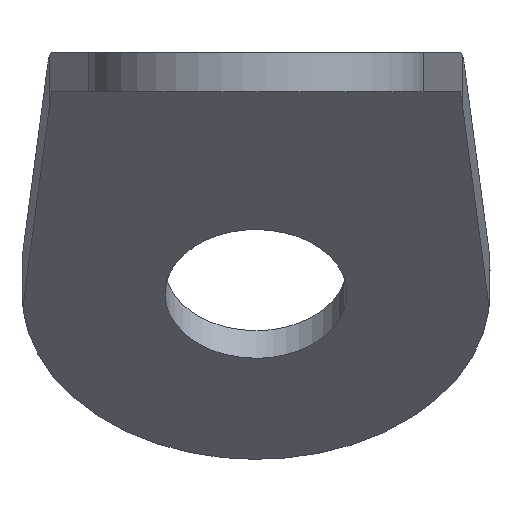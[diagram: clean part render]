
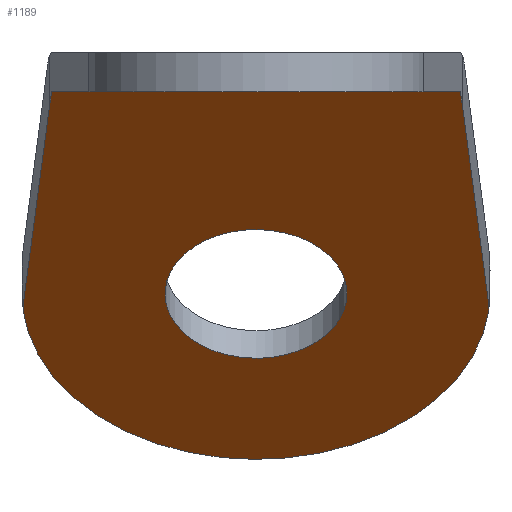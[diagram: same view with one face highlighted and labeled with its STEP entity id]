
A CAD part, left-side view. The second image highlights one B-rep face of the part: STEP entity #1189.
In plain terms, the highlighted free-form (B-spline) face has degree [1, 1] with [2, 2] control points.
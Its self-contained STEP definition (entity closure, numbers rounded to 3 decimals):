
#100=CARTESIAN_POINT('',(22.391,-3.493,-9.127));
#101=VERTEX_POINT('',#100);
#107=CARTESIAN_POINT('',(20.067,0.0,-6.803));
#108=VERTEX_POINT('',#107);
#109=CARTESIAN_POINT('',(20.067,0.0,-6.803));
#110=CARTESIAN_POINT('',(20.067,-3.292,-6.803));
#111=CARTESIAN_POINT('',(22.391,-3.493,-9.127));
#119=(BOUNDED_CURVE()B_SPLINE_CURVE(2,(#109,#110,#111),.UNSPECIFIED.,.F.,.U.)B_SPLINE_CURVE_WITH_KNOTS((3,3),(0.5,0.739),.UNSPECIFIED.)CURVE()GEOMETRIC_REPRESENTATION_ITEM()RATIONAL_B_SPLINE_CURVE((1.0,0.72,0.976))REPRESENTATION_ITEM(''));
#120=EDGE_CURVE('',#108,#101,#119,.T.);
#122=CARTESIAN_POINT('',(22.834,3.476,-9.57));
#123=VERTEX_POINT('',#122);
#124=CARTESIAN_POINT('',(22.834,3.476,-9.57));
#125=CARTESIAN_POINT('',(22.688,3.5,-9.425));
#126=CARTESIAN_POINT('',(22.542,3.5,-9.278));
#127=CARTESIAN_POINT('',(20.067,3.5,-6.803));
#128=CARTESIAN_POINT('',(20.067,0.0,-6.803));
#136=(BOUNDED_CURVE()B_SPLINE_CURVE(2,(#124,#125,#126,#127,#128),.UNSPECIFIED.,.F.,.U.)B_SPLINE_CURVE_WITH_KNOTS((3,2,3),(0.23,0.25,0.5),.UNSPECIFIED.)CURVE()GEOMETRIC_REPRESENTATION_ITEM()RATIONAL_B_SPLINE_CURVE((0.956,0.976,1.0,0.707,1.0))REPRESENTATION_ITEM(''));
#137=EDGE_CURVE('',#123,#108,#136,.T.);
#181=CARTESIAN_POINT('',(25.017,0.0,-11.753));
#182=VERTEX_POINT('',#181);
#183=CARTESIAN_POINT('',(25.017,0.0,-11.753));
#184=CARTESIAN_POINT('',(25.017,3.109,-11.753));
#185=CARTESIAN_POINT('',(22.834,3.476,-9.57));
#193=(BOUNDED_CURVE()B_SPLINE_CURVE(2,(#183,#184,#185),.UNSPECIFIED.,.F.,.U.)B_SPLINE_CURVE_WITH_KNOTS((3,3),(0.0,0.23),.UNSPECIFIED.)CURVE()GEOMETRIC_REPRESENTATION_ITEM()RATIONAL_B_SPLINE_CURVE((1.0,0.731,0.956))REPRESENTATION_ITEM(''));
#194=EDGE_CURVE('',#182,#123,#193,.T.);
#196=CARTESIAN_POINT('',(22.391,-3.493,-9.127));
#197=CARTESIAN_POINT('',(22.466,-3.5,-9.203));
#198=CARTESIAN_POINT('',(22.542,-3.5,-9.278));
#199=CARTESIAN_POINT('',(25.017,-3.5,-11.753));
#200=CARTESIAN_POINT('',(25.017,0.0,-11.753));
#208=(BOUNDED_CURVE()B_SPLINE_CURVE(2,(#196,#197,#198,#199,#200),.UNSPECIFIED.,.F.,.U.)B_SPLINE_CURVE_WITH_KNOTS((3,2,3),(0.739,0.75,1.0),.UNSPECIFIED.)CURVE()GEOMETRIC_REPRESENTATION_ITEM()RATIONAL_B_SPLINE_CURVE((0.976,0.988,1.0,0.707,1.0))REPRESENTATION_ITEM(''));
#209=EDGE_CURVE('',#101,#182,#208,.T.);
#519=CARTESIAN_POINT('',(23.205,-8.951,-9.942));
#520=VERTEX_POINT('',#519);
#521=CARTESIAN_POINT('',(22.949,-8.953,-9.686));
#522=VERTEX_POINT('',#521);
#523=CARTESIAN_POINT('',(23.205,-8.951,-9.942));
#524=CARTESIAN_POINT('',(23.163,-8.957,-9.899));
#525=CARTESIAN_POINT('',(23.12,-8.961,-9.857));
#526=CARTESIAN_POINT('',(23.035,-8.961,-9.771));
#527=CARTESIAN_POINT('',(22.992,-8.959,-9.728));
#528=CARTESIAN_POINT('',(22.949,-8.953,-9.686));
#529=B_SPLINE_CURVE_WITH_KNOTS('',3,(#523,#524,#525,#526,#527,#528),.UNSPECIFIED.,.F.,.U.,(4,2,4),(0.0,0.5,1.0),.UNSPECIFIED.);
#530=EDGE_CURVE('',#520,#522,#529,.T.);
#576=CARTESIAN_POINT('',(15.369,7.949,-2.105));
#577=VERTEX_POINT('',#576);
#578=CARTESIAN_POINT('',(15.401,7.954,-2.138));
#579=VERTEX_POINT('',#578);
#580=CARTESIAN_POINT('',(15.369,7.949,-2.105));
#581=CARTESIAN_POINT('',(15.385,7.952,-2.121));
#582=CARTESIAN_POINT('',(15.401,7.954,-2.138));
#590=(BOUNDED_CURVE()B_SPLINE_CURVE(2,(#580,#581,#582),.UNSPECIFIED.,.F.,.U.)CURVE()GEOMETRIC_REPRESENTATION_ITEM()QUASI_UNIFORM_CURVE()RATIONAL_B_SPLINE_CURVE((1.0,1.,1.0))REPRESENTATION_ITEM(''));
#591=EDGE_CURVE('',#577,#579,#590,.T.);
#730=CARTESIAN_POINT('',(15.401,-7.954,-2.138));
#731=VERTEX_POINT('',#730);
#732=CARTESIAN_POINT('',(15.369,-7.949,-2.105));
#733=VERTEX_POINT('',#732);
#734=CARTESIAN_POINT('',(15.401,-7.954,-2.138));
#735=CARTESIAN_POINT('',(15.385,-7.952,-2.121));
#736=CARTESIAN_POINT('',(15.369,-7.949,-2.105));
#744=(BOUNDED_CURVE()B_SPLINE_CURVE(2,(#734,#735,#736),.UNSPECIFIED.,.F.,.U.)CURVE()GEOMETRIC_REPRESENTATION_ITEM()QUASI_UNIFORM_CURVE()RATIONAL_B_SPLINE_CURVE((1.0,1.,1.0))REPRESENTATION_ITEM(''));
#745=EDGE_CURVE('',#731,#733,#744,.T.);
#864=CARTESIAN_POINT('',(22.949,8.953,-9.686));
#865=VERTEX_POINT('',#864);
#866=CARTESIAN_POINT('',(23.205,8.951,-9.942));
#867=VERTEX_POINT('',#866);
#868=CARTESIAN_POINT('',(22.949,8.953,-9.686));
#869=CARTESIAN_POINT('',(22.992,8.959,-9.728));
#870=CARTESIAN_POINT('',(23.034,8.961,-9.771));
#871=CARTESIAN_POINT('',(23.12,8.961,-9.856));
#872=CARTESIAN_POINT('',(23.163,8.957,-9.899));
#873=CARTESIAN_POINT('',(23.205,8.951,-9.942));
#874=B_SPLINE_CURVE_WITH_KNOTS('',3,(#868,#869,#870,#871,#872,#873),.UNSPECIFIED.,.F.,.U.,(4,2,4),(0.0,0.5,1.0),.UNSPECIFIED.);
#875=EDGE_CURVE('',#865,#867,#874,.T.);
#919=CARTESIAN_POINT('',(15.401,7.954,-2.138));
#920=CARTESIAN_POINT('',(22.949,8.953,-9.686));
#921=QUASI_UNIFORM_CURVE('',1,(#919,#920),.UNSPECIFIED.,.F.,.U.);
#922=EDGE_CURVE('',#579,#865,#921,.T.);
#934=CARTESIAN_POINT('',(15.401,-7.954,-2.138));
#935=CARTESIAN_POINT('',(22.949,-8.953,-9.686));
#936=QUASI_UNIFORM_CURVE('',1,(#934,#935),.UNSPECIFIED.,.F.,.U.);
#937=EDGE_CURVE('',#731,#522,#936,.T.);
#1087=CARTESIAN_POINT('',(14.763,-7.856,-1.5));
#1088=VERTEX_POINT('',#1087);
#1089=CARTESIAN_POINT('',(14.763,7.856,-1.5));
#1090=VERTEX_POINT('',#1089);
#1091=CARTESIAN_POINT('',(14.763,-7.856,-1.5));
#1092=CARTESIAN_POINT('',(14.763,7.856,-1.5));
#1093=QUASI_UNIFORM_CURVE('',1,(#1091,#1092),.UNSPECIFIED.,.F.,.U.);
#1094=EDGE_CURVE('',#1088,#1090,#1093,.T.);
#1123=CARTESIAN_POINT('',(14.763,7.856,-1.5));
#1124=CARTESIAN_POINT('',(15.369,7.949,-2.105));
#1125=QUASI_UNIFORM_CURVE('',1,(#1123,#1124),.UNSPECIFIED.,.F.,.U.);
#1126=EDGE_CURVE('',#1090,#577,#1125,.T.);
#1139=CARTESIAN_POINT('',(14.763,-7.856,-1.5));
#1140=CARTESIAN_POINT('',(15.369,-7.949,-2.105));
#1141=QUASI_UNIFORM_CURVE('',1,(#1139,#1140),.UNSPECIFIED.,.F.,.U.);
#1142=EDGE_CURVE('',#1088,#733,#1141,.T.);
#1152=CARTESIAN_POINT('',(14.057,-9.856,-0.794));
#1153=CARTESIAN_POINT('',(29.612,-9.856,-16.349));
#1154=CARTESIAN_POINT('',(14.057,9.856,-0.794));
#1155=CARTESIAN_POINT('',(29.612,9.856,-16.349));
#1156=B_SPLINE_SURFACE_WITH_KNOTS('',1,1,((#1152,#1154),(#1153,#1155)),.UNSPECIFIED.,.F.,.F.,.U.,(2,2),(2,2),(0.0,21.998),(0.0,19.712),.UNSPECIFIED.);
#1157=ORIENTED_EDGE('',*,*,#922,.T.);
#1158=ORIENTED_EDGE('',*,*,#875,.T.);
#1159=CARTESIAN_POINT('',(23.205,-8.951,-9.942));
#1160=CARTESIAN_POINT('',(28.906,-8.105,-15.642));
#1161=CARTESIAN_POINT('',(28.906,0.0,-15.642));
#1162=CARTESIAN_POINT('',(28.906,8.105,-15.642));
#1163=CARTESIAN_POINT('',(23.205,8.951,-9.942));
#1171=(BOUNDED_CURVE()B_SPLINE_CURVE(2,(#1159,#1160,#1161,#1162,#1163),.UNSPECIFIED.,.F.,.U.)B_SPLINE_CURVE_WITH_KNOTS((3,2,3),(0.0,0.5,1.0),.UNSPECIFIED.)CURVE()GEOMETRIC_REPRESENTATION_ITEM()RATIONAL_B_SPLINE_CURVE((1.0,0.743,1.0,0.743,1.0))REPRESENTATION_ITEM(''));
#1172=EDGE_CURVE('',#520,#867,#1171,.T.);
#1173=ORIENTED_EDGE('',*,*,#1172,.F.);
#1174=ORIENTED_EDGE('',*,*,#530,.T.);
#1175=ORIENTED_EDGE('',*,*,#937,.F.);
#1176=ORIENTED_EDGE('',*,*,#745,.T.);
#1177=ORIENTED_EDGE('',*,*,#1142,.F.);
#1178=ORIENTED_EDGE('',*,*,#1094,.T.);
#1179=ORIENTED_EDGE('',*,*,#1126,.T.);
#1180=ORIENTED_EDGE('',*,*,#591,.T.);
#1181=EDGE_LOOP('',(#1157,#1158,#1173,#1174,#1175,#1176,#1177,#1178,#1179,#1180));
#1182=FACE_OUTER_BOUND('',#1181,.T.);
#1183=ORIENTED_EDGE('',*,*,#120,.T.);
#1184=ORIENTED_EDGE('',*,*,#209,.T.);
#1185=ORIENTED_EDGE('',*,*,#194,.T.);
#1186=ORIENTED_EDGE('',*,*,#137,.T.);
#1187=EDGE_LOOP('',(#1183,#1184,#1185,#1186));
#1188=FACE_BOUND('',#1187,.T.);
#1189=ADVANCED_FACE('',(#1182,#1188),#1156,.F.);
